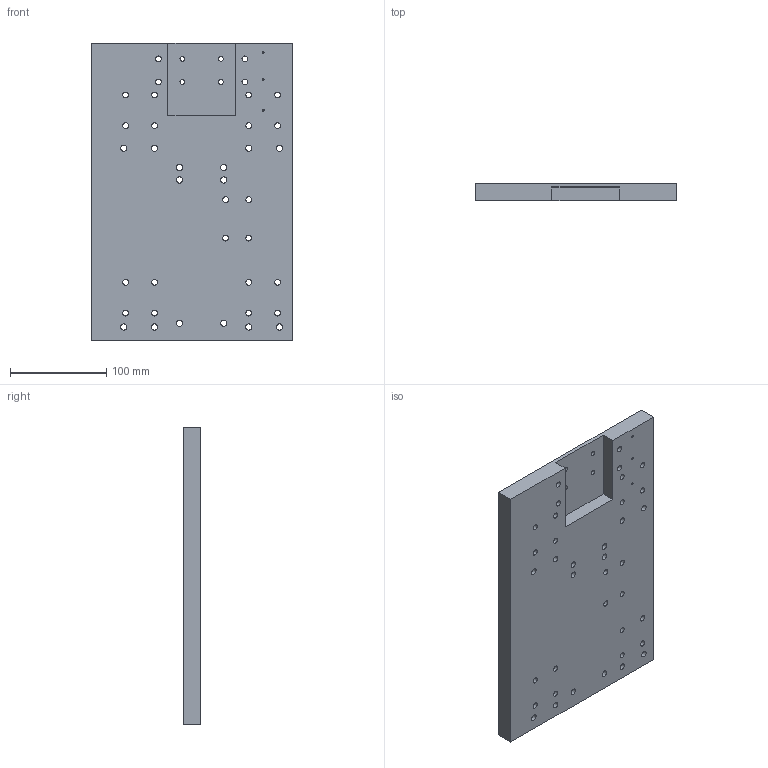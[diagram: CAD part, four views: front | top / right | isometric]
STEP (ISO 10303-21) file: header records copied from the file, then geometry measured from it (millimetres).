
FILE_DESCRIPTION(/* description */ (''),/* implementation_level */ '2;1');
FILE_NAME(/* name */ 'Z main board.step',/* time_stamp */ '2020-04-15T09:31:22+01:00',/* author */ (''),/* organization */ (''),/* preprocessor_version */ 'ST-DEVELOPER v18.1',/* originating_system */ 'Autodesk Translation Framework v9.2.0.1227',/* authorisation */ '');
FILE_SCHEMA (('AUTOMOTIVE_DESIGN { 1 0 10303 214 3 1 1 }'));
Length unit declared in the file: millimetre
Products named in the file (1): Z main board
Bounding box: 210 x 18 x 309 mm (x, y, z)
Volume: 1073459.5 mm3; surface area: 161981.3 mm2
Topology: 1 solids, 1 shells, 55 faces, 159 edges, 106 vertices
Faces by surface type: cylinder 45, plane 10
Full cylindrical faces by diameter (mm): 2 x3, 5 x4, 6 x24, 6.5 x14
Entity records: 2083 total; most frequent: DIRECTION 361, CARTESIAN_POINT 321, ORIENTED_EDGE 318, EDGE_CURVE 159, AXIS2_PLACEMENT_3D 146, EDGE_LOOP 145, VERTEX_POINT 106, FACE_BOUND 90
